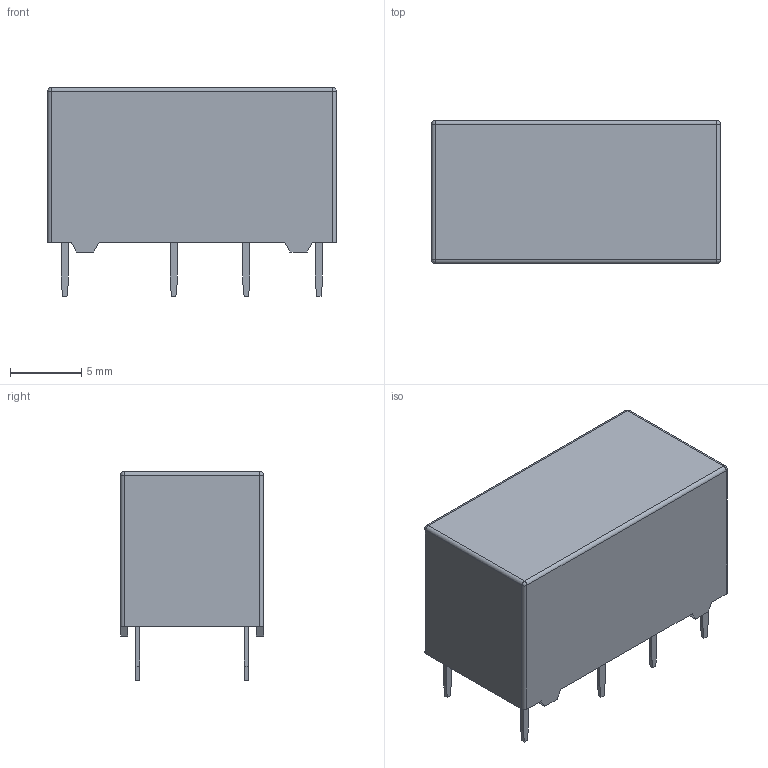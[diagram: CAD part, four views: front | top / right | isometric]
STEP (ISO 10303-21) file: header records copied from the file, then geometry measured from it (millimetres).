
FILE_DESCRIPTION (( 'STEP AP214' ), '1' );
FILE_NAME ('RELAY-TH_HFD27-0XX-M.step', '2022-07-09T13:29:13', ( '' ), ( '' ), 'SwSTEP 2.0', 'SolidWorks 2020', '' );
FILE_SCHEMA (( 'AUTOMOTIVE_DESIGN' ));
Length unit declared in the file: millimetre
Products named in the file (1): RELAY-TH_HFD27-0XX-M
Bounding box: 20.2 x 10.01 x 14.6 mm (x, y, z)
Volume: 2196 mm3; surface area: 1101.4 mm2
Topology: 1 solids, 1 shells, 381 faces, 1023 edges, 674 vertices
Faces by surface type: plane 257, bspline 112, cylinder 8, sphere 4
Entity records: 16685 total; most frequent: CARTESIAN_POINT 4179, ORIENTED_EDGE 2038, DIRECTION 1347, EDGE_CURVE 1019, VECTOR 775, LINE 775, VERTEX_POINT 674, EDGE_LOOP 415
